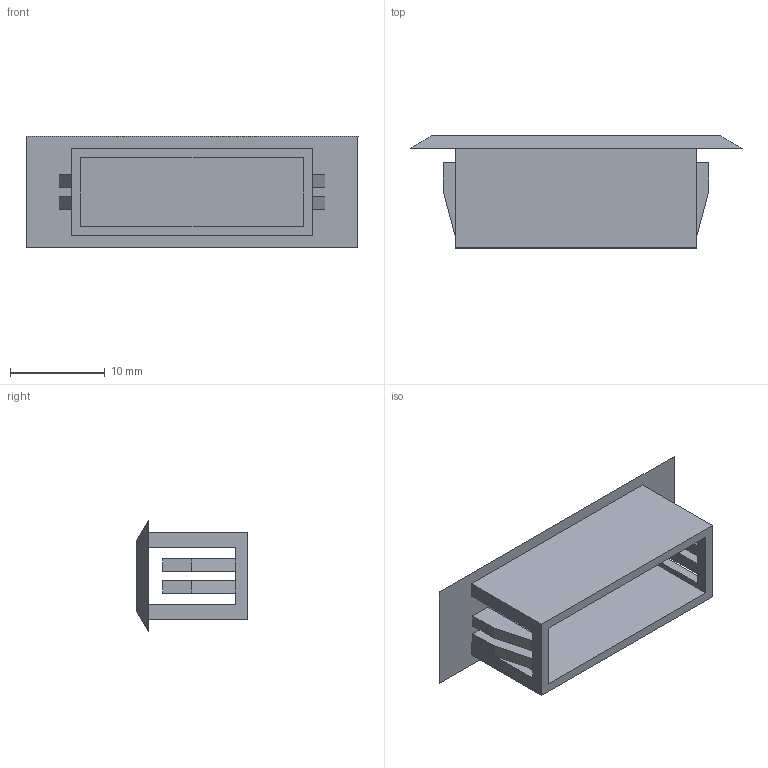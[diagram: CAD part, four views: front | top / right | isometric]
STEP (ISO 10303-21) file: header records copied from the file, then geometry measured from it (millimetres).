
FILE_DESCRIPTION (( 'STEP AP203' ), '1' );
FILE_NAME ('FOBX-Z-SCDX ITK Çàãëóøêà SC duplex ïëàñòèê (÷åðíûé).STEP', '2017-09-12T10:44:30', ( '' ), ( '' ), 'SwSTEP 2.0', 'SolidWorks 2014', '' );
FILE_SCHEMA (( 'CONFIG_CONTROL_DESIGN' ));
Length unit declared in the file: millimetre
Products named in the file (2): FOBX-Z-SCDX ITK Çàãëóøêà SC duplex ïëàñòèê (÷åðíûé)
Bounding box: 35 x 11.8 x 11.8 mm (x, y, z)
Volume: 1059.9 mm3; surface area: 2271.6 mm2
Topology: 1 solids, 1 shells, 45 faces, 124 edges, 80 vertices
Faces by surface type: plane 45
Entity records: 1557 total; most frequent: CARTESIAN_POINT 251, ORIENTED_EDGE 248, DIRECTION 218, EDGE_CURVE 124, LINE 124, VECTOR 124, VERTEX_POINT 80, EDGE_LOOP 48
